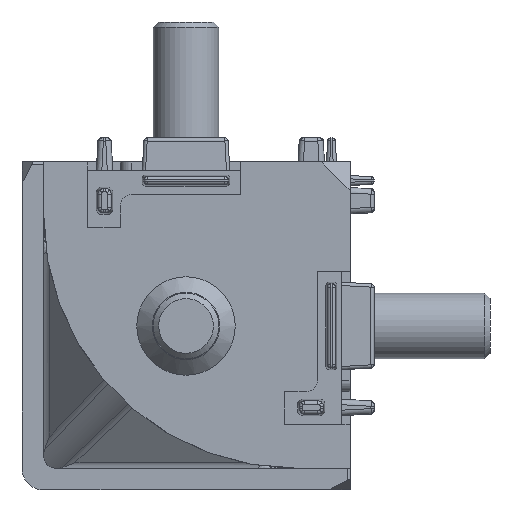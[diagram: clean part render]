
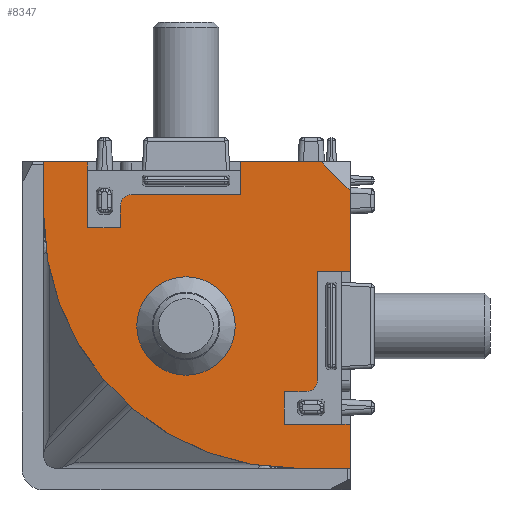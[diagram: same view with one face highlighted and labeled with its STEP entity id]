
A CAD part, left-side view. The second image highlights one B-rep face of the part: STEP entity #8347.
In plain terms, the highlighted planar face has unit normal (-1, 0, 0).
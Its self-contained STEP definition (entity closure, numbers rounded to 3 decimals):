
#89=FACE_BOUND('',#1358,.T.);
#110=PLANE('',#9072);
#849=FACE_OUTER_BOUND('',#1357,.T.);
#1357=EDGE_LOOP('',(#6013,#6014,#6015,#6016,#6017,#6018,#6019,#6020,#6021,
#6022,#6023,#6024,#6025,#6026,#6027,#6028,#6029,#6030,#6031,#6032));
#1358=EDGE_LOOP('',(#6033,#6034));
#1920=LINE('',#13163,#2701);
#1921=LINE('',#13165,#2702);
#1922=LINE('',#13167,#2703);
#1923=LINE('',#13171,#2704);
#1924=LINE('',#13173,#2705);
#1925=LINE('',#13175,#2706);
#1926=LINE('',#13177,#2707);
#1927=LINE('',#13179,#2708);
#1928=LINE('',#13181,#2709);
#1929=LINE('',#13183,#2710);
#1930=LINE('',#13187,#2711);
#1931=LINE('',#13189,#2712);
#1932=LINE('',#13191,#2713);
#1933=LINE('',#13193,#2714);
#1934=LINE('',#13195,#2715);
#1935=LINE('',#13199,#2716);
#1936=LINE('',#13200,#2717);
#2701=VECTOR('',#10236,1000.);
#2702=VECTOR('',#10237,1000.);
#2703=VECTOR('',#10238,1000.);
#2704=VECTOR('',#10241,1000.);
#2705=VECTOR('',#10242,1000.);
#2706=VECTOR('',#10243,1000.);
#2707=VECTOR('',#10244,1000.);
#2708=VECTOR('',#10245,1000.);
#2709=VECTOR('',#10246,1000.);
#2710=VECTOR('',#10247,1000.);
#2711=VECTOR('',#10250,1000.);
#2712=VECTOR('',#10251,1000.);
#2713=VECTOR('',#10252,1000.);
#2714=VECTOR('',#10253,1000.);
#2715=VECTOR('',#10254,1000.);
#2716=VECTOR('',#10257,1000.);
#2717=VECTOR('',#10258,1000.);
#3455=CIRCLE('',#9005,4.5);
#3456=CIRCLE('',#9006,4.5);
#3466=CIRCLE('',#9073,1.);
#3467=CIRCLE('',#9074,1.);
#3468=CIRCLE('',#9075,23.);
#3753=VERTEX_POINT('',#12855);
#3754=VERTEX_POINT('',#12857);
#3894=VERTEX_POINT('',#13161);
#3895=VERTEX_POINT('',#13162);
#3896=VERTEX_POINT('',#13164);
#3897=VERTEX_POINT('',#13166);
#3898=VERTEX_POINT('',#13168);
#3899=VERTEX_POINT('',#13170);
#3900=VERTEX_POINT('',#13172);
#3901=VERTEX_POINT('',#13174);
#3902=VERTEX_POINT('',#13176);
#3903=VERTEX_POINT('',#13178);
#3904=VERTEX_POINT('',#13180);
#3905=VERTEX_POINT('',#13182);
#3906=VERTEX_POINT('',#13184);
#3907=VERTEX_POINT('',#13186);
#3908=VERTEX_POINT('',#13188);
#3909=VERTEX_POINT('',#13190);
#3910=VERTEX_POINT('',#13192);
#3911=VERTEX_POINT('',#13194);
#3912=VERTEX_POINT('',#13196);
#3913=VERTEX_POINT('',#13198);
#4570=EDGE_CURVE('',#3753,#3754,#3455,.T.);
#4571=EDGE_CURVE('',#3754,#3753,#3456,.T.);
#4715=EDGE_CURVE('',#3894,#3895,#1920,.T.);
#4716=EDGE_CURVE('',#3896,#3894,#1921,.T.);
#4717=EDGE_CURVE('',#3897,#3896,#1922,.T.);
#4718=EDGE_CURVE('',#3898,#3897,#3466,.T.);
#4719=EDGE_CURVE('',#3899,#3898,#1923,.T.);
#4720=EDGE_CURVE('',#3899,#3900,#1924,.T.);
#4721=EDGE_CURVE('',#3900,#3901,#1925,.T.);
#4722=EDGE_CURVE('',#3901,#3902,#1926,.T.);
#4723=EDGE_CURVE('',#3903,#3902,#1927,.T.);
#4724=EDGE_CURVE('',#3904,#3903,#1928,.T.);
#4725=EDGE_CURVE('',#3905,#3904,#1929,.T.);
#4726=EDGE_CURVE('',#3906,#3905,#3467,.T.);
#4727=EDGE_CURVE('',#3907,#3906,#1930,.T.);
#4728=EDGE_CURVE('',#3908,#3907,#1931,.T.);
#4729=EDGE_CURVE('',#3908,#3909,#1932,.T.);
#4730=EDGE_CURVE('',#3910,#3909,#1933,.T.);
#4731=EDGE_CURVE('',#3911,#3910,#1934,.T.);
#4732=EDGE_CURVE('',#3911,#3912,#3468,.T.);
#4733=EDGE_CURVE('',#3912,#3913,#1935,.T.);
#4734=EDGE_CURVE('',#3913,#3895,#1936,.T.);
#6013=ORIENTED_EDGE('',*,*,#4715,.F.);
#6014=ORIENTED_EDGE('',*,*,#4716,.F.);
#6015=ORIENTED_EDGE('',*,*,#4717,.F.);
#6016=ORIENTED_EDGE('',*,*,#4718,.F.);
#6017=ORIENTED_EDGE('',*,*,#4719,.F.);
#6018=ORIENTED_EDGE('',*,*,#4720,.T.);
#6019=ORIENTED_EDGE('',*,*,#4721,.T.);
#6020=ORIENTED_EDGE('',*,*,#4722,.T.);
#6021=ORIENTED_EDGE('',*,*,#4723,.F.);
#6022=ORIENTED_EDGE('',*,*,#4724,.F.);
#6023=ORIENTED_EDGE('',*,*,#4725,.F.);
#6024=ORIENTED_EDGE('',*,*,#4726,.F.);
#6025=ORIENTED_EDGE('',*,*,#4727,.F.);
#6026=ORIENTED_EDGE('',*,*,#4728,.F.);
#6027=ORIENTED_EDGE('',*,*,#4729,.T.);
#6028=ORIENTED_EDGE('',*,*,#4730,.F.);
#6029=ORIENTED_EDGE('',*,*,#4731,.F.);
#6030=ORIENTED_EDGE('',*,*,#4732,.T.);
#6031=ORIENTED_EDGE('',*,*,#4733,.T.);
#6032=ORIENTED_EDGE('',*,*,#4734,.T.);
#6033=ORIENTED_EDGE('',*,*,#4571,.F.);
#6034=ORIENTED_EDGE('',*,*,#4570,.F.);
#8347=ADVANCED_FACE('',(#849,#89),#110,.T.);
#9005=AXIS2_PLACEMENT_3D('',#12858,#10016,#10017);
#9006=AXIS2_PLACEMENT_3D('',#12859,#10018,#10019);
#9072=AXIS2_PLACEMENT_3D('',#13160,#10234,#10235);
#9073=AXIS2_PLACEMENT_3D('',#13169,#10239,#10240);
#9074=AXIS2_PLACEMENT_3D('',#13185,#10248,#10249);
#9075=AXIS2_PLACEMENT_3D('',#13197,#10255,#10256);
#10016=DIRECTION('center_axis',(-1.,0.,0.));
#10017=DIRECTION('ref_axis',(0.,0.,1.));
#10018=DIRECTION('center_axis',(-1.,0.,0.));
#10019=DIRECTION('ref_axis',(0.,0.,1.));
#10234=DIRECTION('center_axis',(-1.,0.,0.));
#10235=DIRECTION('ref_axis',(0.,0.,1.));
#10236=DIRECTION('',(0.,-1.,0.));
#10237=DIRECTION('',(0.,0.,-1.));
#10238=DIRECTION('',(0.,1.,0.));
#10239=DIRECTION('center_axis',(1.,0.,0.));
#10240=DIRECTION('ref_axis',(0.,0.,-1.));
#10241=DIRECTION('',(0.,0.,-1.));
#10242=DIRECTION('',(0.,-1.,0.));
#10243=DIRECTION('',(0.,0.,1.));
#10244=DIRECTION('',(0.,0.707,0.707));
#10245=DIRECTION('',(0.,-1.,0.));
#10246=DIRECTION('',(0.,0.,1.));
#10247=DIRECTION('',(0.,-1.,0.));
#10248=DIRECTION('center_axis',(1.,0.,0.));
#10249=DIRECTION('ref_axis',(0.,0.,1.));
#10250=DIRECTION('',(0.,0.,1.));
#10251=DIRECTION('',(0.,-1.,0.));
#10252=DIRECTION('',(0.,0.,1.));
#10253=DIRECTION('',(0.,-1.,0.));
#10254=DIRECTION('',(0.,0.,1.));
#10255=DIRECTION('center_axis',(-1.,0.,0.));
#10256=DIRECTION('ref_axis',(0.,0.,1.));
#10257=DIRECTION('',(0.,-1.,0.));
#10258=DIRECTION('',(0.,0.,1.));
#12855=CARTESIAN_POINT('',(0.,15.,-19.5));
#12857=CARTESIAN_POINT('',(0.,15.,-10.5));
#12858=CARTESIAN_POINT('Origin',(0.,15.,-15.));
#12859=CARTESIAN_POINT('Origin',(0.,15.,-15.));
#13160=CARTESIAN_POINT('Origin',(0.,0.,-5.));
#13161=CARTESIAN_POINT('',(0.,6.,-24.));
#13162=CARTESIAN_POINT('',(0.,0.,-24.));
#13163=CARTESIAN_POINT('',(0.,0.8,-24.));
#13164=CARTESIAN_POINT('',(0.,6.,-21.));
#13165=CARTESIAN_POINT('',(0.,6.,-21.));
#13166=CARTESIAN_POINT('',(0.,4.,-21.));
#13167=CARTESIAN_POINT('',(0.,4.,-21.));
#13168=CARTESIAN_POINT('',(0.,3.,-20.));
#13169=CARTESIAN_POINT('Origin',(0.,4.,-20.));
#13170=CARTESIAN_POINT('',(0.,3.,-10.));
#13171=CARTESIAN_POINT('',(0.,3.,-10.));
#13172=CARTESIAN_POINT('',(0.,0.,-10.));
#13173=CARTESIAN_POINT('',(0.,0.8,-10.));
#13174=CARTESIAN_POINT('',(0.,0.,-2.598));
#13175=CARTESIAN_POINT('',(0.,0.,-5.));
#13176=CARTESIAN_POINT('',(0.,2.598,0.));
#13177=CARTESIAN_POINT('',(0.,-1.201,-3.799));
#13178=CARTESIAN_POINT('',(0.,10.,0.));
#13179=CARTESIAN_POINT('',(0.,0.,0.));
#13180=CARTESIAN_POINT('',(0.,10.,-3.));
#13181=CARTESIAN_POINT('',(0.,10.,-0.8));
#13182=CARTESIAN_POINT('',(0.,20.,-3.));
#13183=CARTESIAN_POINT('',(0.,10.,-3.));
#13184=CARTESIAN_POINT('',(0.,21.,-4.));
#13185=CARTESIAN_POINT('Origin',(0.,20.,-4.));
#13186=CARTESIAN_POINT('',(0.,21.,-6.));
#13187=CARTESIAN_POINT('',(0.,21.,-4.));
#13188=CARTESIAN_POINT('',(0.,24.,-6.));
#13189=CARTESIAN_POINT('',(0.,21.,-6.));
#13190=CARTESIAN_POINT('',(0.,24.,0.));
#13191=CARTESIAN_POINT('',(0.,24.,-0.8));
#13192=CARTESIAN_POINT('',(0.,28.,0.));
#13193=CARTESIAN_POINT('',(0.,0.,0.));
#13194=CARTESIAN_POINT('',(0.,28.,-5.));
#13195=CARTESIAN_POINT('',(0.,28.,-5.));
#13196=CARTESIAN_POINT('',(0.,5.,-28.));
#13197=CARTESIAN_POINT('Origin',(0.,5.,-5.));
#13198=CARTESIAN_POINT('',(0.,0.,-28.));
#13199=CARTESIAN_POINT('',(0.,0.,-28.));
#13200=CARTESIAN_POINT('',(0.,0.,-5.));
